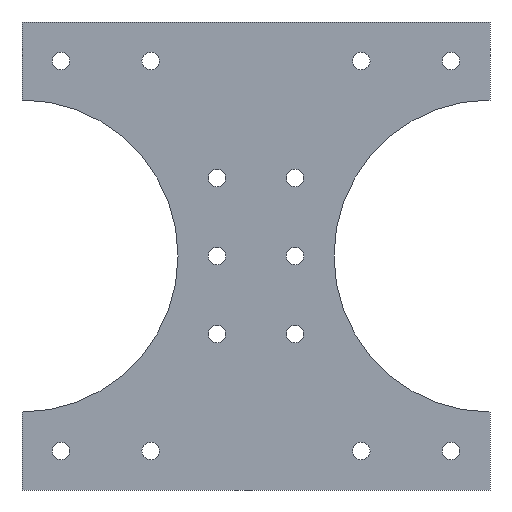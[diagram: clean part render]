
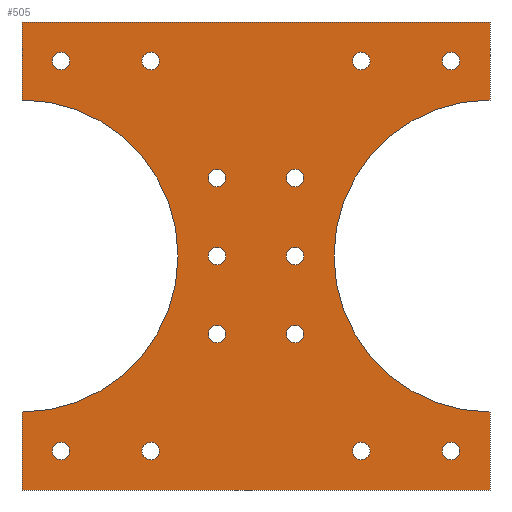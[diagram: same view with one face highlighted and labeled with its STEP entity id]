
A CAD part, front view. The second image highlights one B-rep face of the part: STEP entity #505.
In plain terms, the highlighted planar face has unit normal (0, -1, 0).
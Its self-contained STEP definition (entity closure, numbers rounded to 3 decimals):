
#15=FACE_BOUND('',#96,.T.);
#16=FACE_BOUND('',#97,.T.);
#17=FACE_BOUND('',#98,.T.);
#18=FACE_BOUND('',#99,.T.);
#19=FACE_BOUND('',#100,.T.);
#20=FACE_BOUND('',#101,.T.);
#21=FACE_BOUND('',#102,.T.);
#22=FACE_BOUND('',#103,.T.);
#23=FACE_BOUND('',#104,.T.);
#24=FACE_BOUND('',#105,.T.);
#25=FACE_BOUND('',#106,.T.);
#26=FACE_BOUND('',#107,.T.);
#27=FACE_BOUND('',#108,.T.);
#28=FACE_BOUND('',#109,.T.);
#49=PLANE('',#574);
#71=FACE_OUTER_BOUND('',#95,.T.);
#95=EDGE_LOOP('',(#417,#418,#419,#420,#421,#422,#423,#424));
#96=EDGE_LOOP('',(#425));
#97=EDGE_LOOP('',(#426));
#98=EDGE_LOOP('',(#427));
#99=EDGE_LOOP('',(#428));
#100=EDGE_LOOP('',(#429));
#101=EDGE_LOOP('',(#430));
#102=EDGE_LOOP('',(#431));
#103=EDGE_LOOP('',(#432));
#104=EDGE_LOOP('',(#433));
#105=EDGE_LOOP('',(#434));
#106=EDGE_LOOP('',(#435));
#107=EDGE_LOOP('',(#436));
#108=EDGE_LOOP('',(#437));
#109=EDGE_LOOP('',(#438));
#143=LINE('',#822,#177);
#145=LINE('',#827,#179);
#150=LINE('',#838,#184);
#156=LINE('',#850,#190);
#158=LINE('',#853,#192);
#160=LINE('',#856,#194);
#177=VECTOR('',#686,1000.);
#179=VECTOR('',#690,1000.);
#184=VECTOR('',#697,1000.);
#190=VECTOR('',#705,1000.);
#192=VECTOR('',#709,1000.);
#194=VECTOR('',#713,1000.);
#196=CIRCLE('',#528,2.25);
#198=CIRCLE('',#531,2.25);
#200=CIRCLE('',#534,2.25);
#202=CIRCLE('',#537,2.25);
#204=CIRCLE('',#540,2.25);
#206=CIRCLE('',#543,2.25);
#208=CIRCLE('',#546,2.25);
#210=CIRCLE('',#549,2.25);
#211=CIRCLE('',#551,2.25);
#213=CIRCLE('',#554,2.25);
#215=CIRCLE('',#557,2.25);
#217=CIRCLE('',#560,2.25);
#219=CIRCLE('',#563,2.25);
#221=CIRCLE('',#566,2.25);
#223=CIRCLE('',#575,40.);
#224=CIRCLE('',#576,40.);
#228=VERTEX_POINT('',#734);
#230=VERTEX_POINT('',#740);
#232=VERTEX_POINT('',#746);
#234=VERTEX_POINT('',#752);
#236=VERTEX_POINT('',#758);
#238=VERTEX_POINT('',#764);
#240=VERTEX_POINT('',#770);
#242=VERTEX_POINT('',#776);
#243=VERTEX_POINT('',#780);
#245=VERTEX_POINT('',#786);
#247=VERTEX_POINT('',#792);
#249=VERTEX_POINT('',#798);
#251=VERTEX_POINT('',#804);
#253=VERTEX_POINT('',#810);
#257=VERTEX_POINT('',#819);
#258=VERTEX_POINT('',#821);
#259=VERTEX_POINT('',#825);
#260=VERTEX_POINT('',#826);
#263=VERTEX_POINT('',#834);
#265=VERTEX_POINT('',#837);
#267=VERTEX_POINT('',#843);
#270=VERTEX_POINT('',#848);
#273=EDGE_CURVE('',#228,#228,#196,.T.);
#276=EDGE_CURVE('',#230,#230,#198,.T.);
#279=EDGE_CURVE('',#232,#232,#200,.T.);
#282=EDGE_CURVE('',#234,#234,#202,.T.);
#285=EDGE_CURVE('',#236,#236,#204,.T.);
#288=EDGE_CURVE('',#238,#238,#206,.T.);
#291=EDGE_CURVE('',#240,#240,#208,.T.);
#294=EDGE_CURVE('',#242,#242,#210,.T.);
#295=EDGE_CURVE('',#243,#243,#211,.T.);
#298=EDGE_CURVE('',#245,#245,#213,.T.);
#301=EDGE_CURVE('',#247,#247,#215,.T.);
#304=EDGE_CURVE('',#249,#249,#217,.T.);
#307=EDGE_CURVE('',#251,#251,#219,.T.);
#310=EDGE_CURVE('',#253,#253,#221,.T.);
#315=EDGE_CURVE('',#257,#258,#143,.T.);
#317=EDGE_CURVE('',#259,#260,#145,.T.);
#322=EDGE_CURVE('',#263,#265,#150,.T.);
#328=EDGE_CURVE('',#270,#267,#156,.T.);
#330=EDGE_CURVE('',#258,#270,#158,.T.);
#332=EDGE_CURVE('',#265,#259,#160,.T.);
#333=EDGE_CURVE('',#257,#260,#223,.T.);
#334=EDGE_CURVE('',#267,#263,#224,.T.);
#417=ORIENTED_EDGE('',*,*,#333,.T.);
#418=ORIENTED_EDGE('',*,*,#317,.F.);
#419=ORIENTED_EDGE('',*,*,#332,.F.);
#420=ORIENTED_EDGE('',*,*,#322,.F.);
#421=ORIENTED_EDGE('',*,*,#334,.F.);
#422=ORIENTED_EDGE('',*,*,#328,.F.);
#423=ORIENTED_EDGE('',*,*,#330,.F.);
#424=ORIENTED_EDGE('',*,*,#315,.F.);
#425=ORIENTED_EDGE('',*,*,#273,.F.);
#426=ORIENTED_EDGE('',*,*,#276,.F.);
#427=ORIENTED_EDGE('',*,*,#279,.F.);
#428=ORIENTED_EDGE('',*,*,#282,.F.);
#429=ORIENTED_EDGE('',*,*,#285,.F.);
#430=ORIENTED_EDGE('',*,*,#288,.F.);
#431=ORIENTED_EDGE('',*,*,#291,.F.);
#432=ORIENTED_EDGE('',*,*,#294,.F.);
#433=ORIENTED_EDGE('',*,*,#295,.T.);
#434=ORIENTED_EDGE('',*,*,#298,.T.);
#435=ORIENTED_EDGE('',*,*,#301,.T.);
#436=ORIENTED_EDGE('',*,*,#304,.F.);
#437=ORIENTED_EDGE('',*,*,#307,.F.);
#438=ORIENTED_EDGE('',*,*,#310,.F.);
#505=ADVANCED_FACE('',(#71,#15,#16,#17,#18,#19,#20,#21,#22,#23,#24,#25,
#26,#27,#28),#49,.F.);
#528=AXIS2_PLACEMENT_3D('',#736,#589,#590);
#531=AXIS2_PLACEMENT_3D('',#742,#596,#597);
#534=AXIS2_PLACEMENT_3D('',#748,#603,#604);
#537=AXIS2_PLACEMENT_3D('',#754,#610,#611);
#540=AXIS2_PLACEMENT_3D('',#760,#617,#618);
#543=AXIS2_PLACEMENT_3D('',#766,#624,#625);
#546=AXIS2_PLACEMENT_3D('',#772,#631,#632);
#549=AXIS2_PLACEMENT_3D('',#778,#638,#639);
#551=AXIS2_PLACEMENT_3D('',#781,#642,#643);
#554=AXIS2_PLACEMENT_3D('',#787,#649,#650);
#557=AXIS2_PLACEMENT_3D('',#793,#656,#657);
#560=AXIS2_PLACEMENT_3D('',#799,#663,#664);
#563=AXIS2_PLACEMENT_3D('',#805,#670,#671);
#566=AXIS2_PLACEMENT_3D('',#811,#677,#678);
#574=AXIS2_PLACEMENT_3D('',#857,#714,#715);
#575=AXIS2_PLACEMENT_3D('',#858,#716,#717);
#576=AXIS2_PLACEMENT_3D('',#859,#718,#719);
#589=DIRECTION('center_axis',(0.,-1.,0.));
#590=DIRECTION('ref_axis',(0.,0.,-1.));
#596=DIRECTION('center_axis',(0.,-1.,0.));
#597=DIRECTION('ref_axis',(0.,0.,-1.));
#603=DIRECTION('center_axis',(0.,-1.,0.));
#604=DIRECTION('ref_axis',(0.,0.,-1.));
#610=DIRECTION('center_axis',(0.,-1.,0.));
#611=DIRECTION('ref_axis',(0.,0.,-1.));
#617=DIRECTION('center_axis',(0.,-1.,0.));
#618=DIRECTION('ref_axis',(0.,0.,-1.));
#624=DIRECTION('center_axis',(0.,-1.,0.));
#625=DIRECTION('ref_axis',(0.,0.,-1.));
#631=DIRECTION('center_axis',(0.,-1.,0.));
#632=DIRECTION('ref_axis',(0.,0.,-1.));
#638=DIRECTION('center_axis',(0.,-1.,0.));
#639=DIRECTION('ref_axis',(0.,0.,-1.));
#642=DIRECTION('center_axis',(0.,1.,0.));
#643=DIRECTION('ref_axis',(0.,0.,1.));
#649=DIRECTION('center_axis',(0.,1.,0.));
#650=DIRECTION('ref_axis',(0.,0.,1.));
#656=DIRECTION('center_axis',(0.,1.,0.));
#657=DIRECTION('ref_axis',(0.,0.,1.));
#663=DIRECTION('center_axis',(0.,-1.,0.));
#664=DIRECTION('ref_axis',(0.,0.,1.));
#670=DIRECTION('center_axis',(0.,-1.,0.));
#671=DIRECTION('ref_axis',(0.,0.,1.));
#677=DIRECTION('center_axis',(0.,-1.,0.));
#678=DIRECTION('ref_axis',(0.,0.,1.));
#686=DIRECTION('',(0.,0.,1.));
#690=DIRECTION('',(0.,0.,1.));
#697=DIRECTION('',(0.,0.,-1.));
#705=DIRECTION('',(0.,0.,-1.));
#709=DIRECTION('',(1.,0.,0.));
#713=DIRECTION('',(-1.,0.,0.));
#714=DIRECTION('center_axis',(0.,1.,0.));
#715=DIRECTION('ref_axis',(0.,0.,1.));
#716=DIRECTION('center_axis',(0.,1.,0.));
#717=DIRECTION('ref_axis',(0.,0.,1.));
#718=DIRECTION('center_axis',(0.,-1.,0.));
#719=DIRECTION('ref_axis',(0.,0.,1.));
#734=CARTESIAN_POINT('',(-50.,-10.,52.25));
#736=CARTESIAN_POINT('Origin',(-50.,-10.,50.));
#740=CARTESIAN_POINT('',(-27.,-10.,-47.75));
#742=CARTESIAN_POINT('Origin',(-27.,-10.,-50.));
#746=CARTESIAN_POINT('',(-27.,-10.,52.25));
#748=CARTESIAN_POINT('Origin',(-27.,-10.,50.));
#752=CARTESIAN_POINT('',(27.,-10.,52.25));
#754=CARTESIAN_POINT('Origin',(27.,-10.,50.));
#758=CARTESIAN_POINT('',(50.,-10.,52.25));
#760=CARTESIAN_POINT('Origin',(50.,-10.,50.));
#764=CARTESIAN_POINT('',(50.,-10.,-47.75));
#766=CARTESIAN_POINT('Origin',(50.,-10.,-50.));
#770=CARTESIAN_POINT('',(-50.,-10.,-47.75));
#772=CARTESIAN_POINT('Origin',(-50.,-10.,-50.));
#776=CARTESIAN_POINT('',(27.,-10.,-47.75));
#778=CARTESIAN_POINT('Origin',(27.,-10.,-50.));
#780=CARTESIAN_POINT('',(10.,-10.,-22.25));
#781=CARTESIAN_POINT('Origin',(10.,-10.,-20.));
#786=CARTESIAN_POINT('',(10.,-10.,-2.25));
#787=CARTESIAN_POINT('Origin',(10.,-10.,0.));
#792=CARTESIAN_POINT('',(10.,-10.,17.75));
#793=CARTESIAN_POINT('Origin',(10.,-10.,20.));
#798=CARTESIAN_POINT('',(-10.,-10.,-22.25));
#799=CARTESIAN_POINT('Origin',(-10.,-10.,-20.));
#804=CARTESIAN_POINT('',(-10.,-10.,-2.25));
#805=CARTESIAN_POINT('Origin',(-10.,-10.,0.));
#810=CARTESIAN_POINT('',(-10.,-10.,17.75));
#811=CARTESIAN_POINT('Origin',(-10.,-10.,20.));
#819=CARTESIAN_POINT('',(-60.,-10.,40.));
#821=CARTESIAN_POINT('',(-60.,-10.,60.));
#822=CARTESIAN_POINT('',(-60.,-10.,-60.));
#825=CARTESIAN_POINT('',(-60.,-10.,-60.));
#826=CARTESIAN_POINT('',(-60.,-10.,-40.));
#827=CARTESIAN_POINT('',(-60.,-10.,-60.));
#834=CARTESIAN_POINT('',(60.,-10.,-40.));
#837=CARTESIAN_POINT('',(60.,-10.,-60.));
#838=CARTESIAN_POINT('',(60.,-10.,-60.));
#843=CARTESIAN_POINT('',(60.,-10.,40.));
#848=CARTESIAN_POINT('',(60.,-10.,60.));
#850=CARTESIAN_POINT('',(60.,-10.,-60.));
#853=CARTESIAN_POINT('',(-60.,-10.,60.));
#856=CARTESIAN_POINT('',(-60.,-10.,-60.));
#857=CARTESIAN_POINT('Origin',(0.,-10.,0.));
#858=CARTESIAN_POINT('Origin',(-60.,-10.,0.));
#859=CARTESIAN_POINT('Origin',(60.,-10.,0.));
